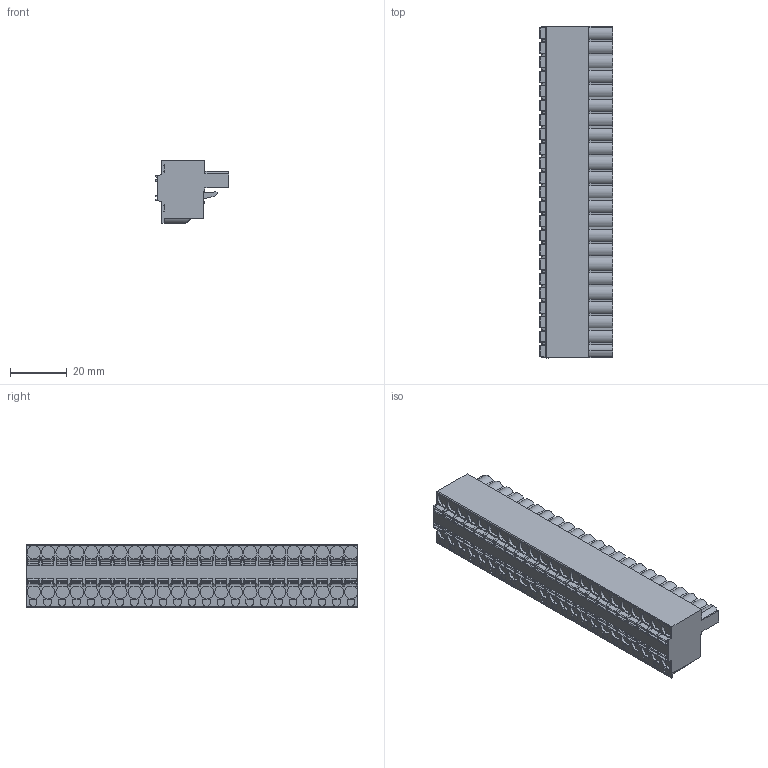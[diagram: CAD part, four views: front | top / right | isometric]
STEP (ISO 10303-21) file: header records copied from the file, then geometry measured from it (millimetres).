
FILE_DESCRIPTION((''),'2;1');
FILE_NAME('11111','2024-09-30T11:16:08',('tluser'),(''),'CREO PARAMETRIC BY PTC INC, 2018100','CREO PARAMETRIC BY PTC INC, 2018100','');
FILE_SCHEMA(('CONFIG_CONTROL_DESIGN'));
Length unit declared in the file: millimetre
Products named in the file (1): 11111
Bounding box: 25.72 x 116.74 x 22.1 mm (x, y, z)
Volume: 42202.1 mm3; surface area: 15278.8 mm2
Topology: 1 solids, 1 shells, 1798 faces, 4826 edges, 3209 vertices
Faces by surface type: plane 1095, cylinder 699, bspline 4
Entity records: 56642 total; most frequent: CARTESIAN_POINT 10441, ORIENTED_EDGE 9644, DIRECTION 9623, EDGE_CURVE 4822, VECTOR 3339, LINE 3339, VERTEX_POINT 3209, AXIS2_PLACEMENT_3D 3142
